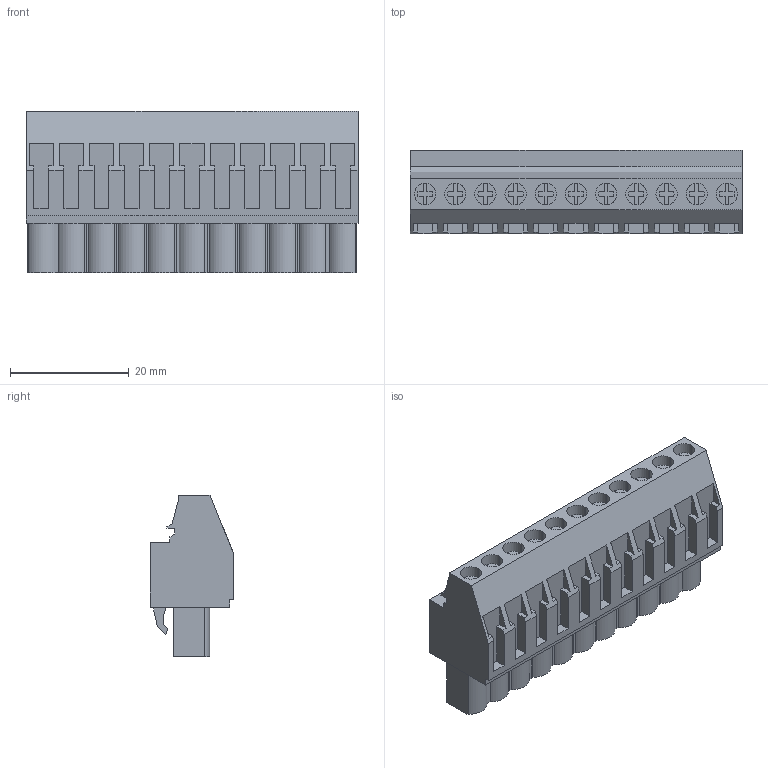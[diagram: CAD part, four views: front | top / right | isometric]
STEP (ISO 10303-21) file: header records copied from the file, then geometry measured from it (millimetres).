
FILE_DESCRIPTION(('CATIA V5 STEP','CAx-IF Rec.Pracs.--- Model Styling and Organization---1.2---2011-12-15'),'2;1');
FILE_NAME ('D1467922_0_1948330000_1948330000.stp','2017-09-08T11:00:07+00:00',('none'),('Weidmueller'),'CATIA Version 5-6 Release 2014','CATIA V5 STEP AP214','none');
FILE_SCHEMA(('AUTOMOTIVE_DESIGN { 1 0 10303 214 1 1 1 1 }'));
Length unit declared in the file: millimetre
Products named in the file (1): 1948330000
Bounding box: 55.88 x 14.1 x 27.2 mm (x, y, z)
Volume: 12723.2 mm3; surface area: 7516.7 mm2
Topology: 12 solids, 12 shells, 727 faces, 2010 edges, 1354 vertices
Faces by surface type: plane 628, cylinder 97, extrusion 2
Entity records: 21330 total; most frequent: ORIENTED_EDGE 4020, CARTESIAN_POINT 3809, DIRECTION 2892, EDGE_CURVE 2010, VECTOR 1770, LINE 1768, VERTEX_POINT 1354, EDGE_LOOP 774
